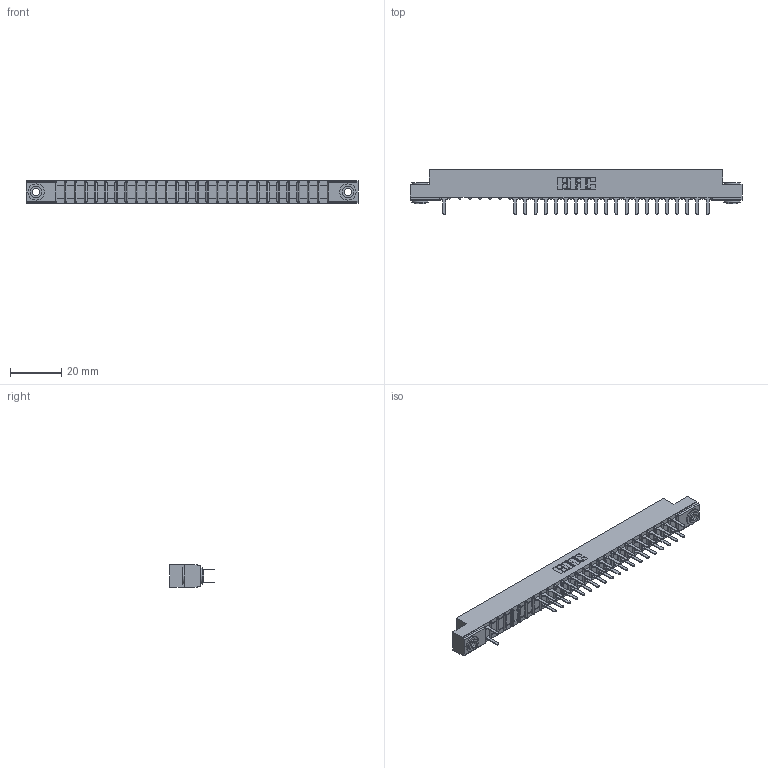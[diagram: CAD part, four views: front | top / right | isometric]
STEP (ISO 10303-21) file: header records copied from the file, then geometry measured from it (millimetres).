
FILE_DESCRIPTION (( 'STEP AP203' ), '1' );
FILE_NAME ('307-054-520-203.STEP', '2018-08-06T05:47:09', ( '' ), ( '' ), 'SwSTEP 2.0', 'SolidWorks 2016', '' );
FILE_SCHEMA (( 'CONFIG_CONTROL_DESIGN' ));
Length unit declared in the file: inch
Products named in the file (4): 307-054-520-203; 307 Part_.156 Dia Mounting Holes; 307-290-001_520; 345-250-002_345-250-002-102
Assembly tree (44 placements, depth 2):
  307-054-520-203
    307 Part_.156 Dia Mounting Holes
    307-290-001_520  x41
    345-250-002_345-250-002-102  x2
Bounding box: 130 x 17.42 x 8.71 mm (x, y, z)
Volume: 8365.7 mm3; surface area: 14402.4 mm2
Topology: 44 solids, 44 shells, 2214 faces, 6181 edges, 3986 vertices
Faces by surface type: plane 1443, cylinder 707, sphere 56, cone 8
Entity records: 26477 total; most frequent: CARTESIAN_POINT 4371, ORIENTED_EDGE 4334, DIRECTION 4289, EDGE_CURVE 2167, LINE 1649, VECTOR 1649, VERTEX_POINT 1402, AXIS2_PLACEMENT_3D 1320
